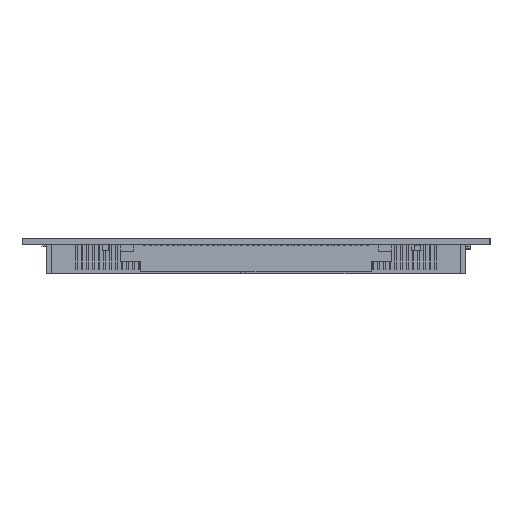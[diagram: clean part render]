
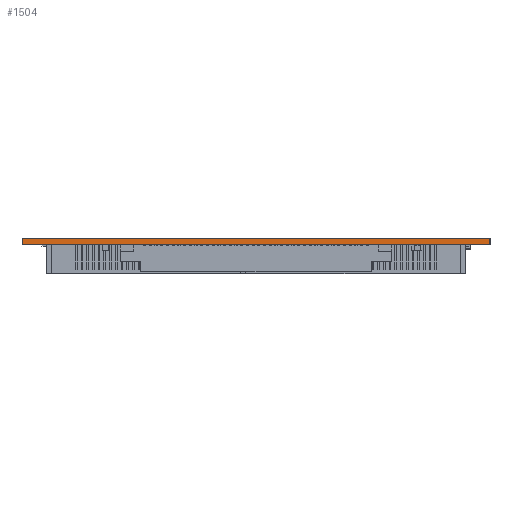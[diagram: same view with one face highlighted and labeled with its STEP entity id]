
A CAD part, left-side view. The second image highlights one B-rep face of the part: STEP entity #1504.
In plain terms, the highlighted planar face has unit normal (-1, 0, 0).
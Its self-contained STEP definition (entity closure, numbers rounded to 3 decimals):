
#223 = PLANE('',#224);
#224 = AXIS2_PLACEMENT_3D('',#225,#226,#227);
#225 = CARTESIAN_POINT('',(0.,41.,0.562));
#226 = DIRECTION('',(0.,0.,-1.));
#227 = DIRECTION('',(-1.,0.,0.));
#277 = PLANE('',#278);
#278 = AXIS2_PLACEMENT_3D('',#279,#280,#281);
#279 = CARTESIAN_POINT('',(0.,41.,0.));
#280 = DIRECTION('',(0.,0.,-1.));
#281 = DIRECTION('',(-1.,0.,0.));
#1396 = PLANE('',#1397);
#1397 = AXIS2_PLACEMENT_3D('',#1398,#1399,#1400);
#1398 = CARTESIAN_POINT('',(-36.5,41.,0.));
#1399 = DIRECTION('',(0.,-1.,0.));
#1400 = DIRECTION('',(-1.,0.,0.));
#1434 = VERTEX_POINT('',#1435);
#1435 = CARTESIAN_POINT('',(-105.,41.,0.562));
#1456 = EDGE_CURVE('',#1457,#1434,#1459,.T.);
#1457 = VERTEX_POINT('',#1458);
#1458 = CARTESIAN_POINT('',(-105.,41.,0.));
#1459 = SURFACE_CURVE('',#1460,(#1464,#1471),.PCURVE_S1.);
#1460 = LINE('',#1461,#1462);
#1461 = CARTESIAN_POINT('',(-105.,41.,0.));
#1462 = VECTOR('',#1463,1.);
#1463 = DIRECTION('',(0.,0.,1.));
#1464 = PCURVE('',#1396,#1465);
#1465 = DEFINITIONAL_REPRESENTATION('',(#1466),#1470);
#1466 = LINE('',#1467,#1468);
#1467 = CARTESIAN_POINT('',(68.5,0.));
#1468 = VECTOR('',#1469,1.);
#1469 = DIRECTION('',(0.,-1.));
#1470 = ( GEOMETRIC_REPRESENTATION_CONTEXT(2) 
PARAMETRIC_REPRESENTATION_CONTEXT() REPRESENTATION_CONTEXT('2D SPACE',''
  ) );
#1471 = PCURVE('',#1472,#1477);
#1472 = PLANE('',#1473);
#1473 = AXIS2_PLACEMENT_3D('',#1474,#1475,#1476);
#1474 = CARTESIAN_POINT('',(-105.,41.,0.));
#1475 = DIRECTION('',(1.,0.,0.));
#1476 = DIRECTION('',(0.,-1.,0.));
#1477 = DEFINITIONAL_REPRESENTATION('',(#1478),#1482);
#1478 = LINE('',#1479,#1480);
#1479 = CARTESIAN_POINT('',(0.,0.));
#1480 = VECTOR('',#1481,1.);
#1481 = DIRECTION('',(0.,-1.));
#1482 = ( GEOMETRIC_REPRESENTATION_CONTEXT(2) 
PARAMETRIC_REPRESENTATION_CONTEXT() REPRESENTATION_CONTEXT('2D SPACE',''
  ) );
#1504 = ADVANCED_FACE('',(#1505),#1472,.F.);
#1505 = FACE_BOUND('',#1506,.F.);
#1506 = EDGE_LOOP('',(#1507,#1508,#1531,#1559));
#1507 = ORIENTED_EDGE('',*,*,#1456,.T.);
#1508 = ORIENTED_EDGE('',*,*,#1509,.T.);
#1509 = EDGE_CURVE('',#1434,#1510,#1512,.T.);
#1510 = VERTEX_POINT('',#1511);
#1511 = CARTESIAN_POINT('',(-105.,0.,0.562));
#1512 = SURFACE_CURVE('',#1513,(#1517,#1524),.PCURVE_S1.);
#1513 = LINE('',#1514,#1515);
#1514 = CARTESIAN_POINT('',(-105.,41.,0.562));
#1515 = VECTOR('',#1516,1.);
#1516 = DIRECTION('',(0.,-1.,0.));
#1517 = PCURVE('',#1472,#1518);
#1518 = DEFINITIONAL_REPRESENTATION('',(#1519),#1523);
#1519 = LINE('',#1520,#1521);
#1520 = CARTESIAN_POINT('',(0.,-0.562));
#1521 = VECTOR('',#1522,1.);
#1522 = DIRECTION('',(1.,0.));
#1523 = ( GEOMETRIC_REPRESENTATION_CONTEXT(2) 
PARAMETRIC_REPRESENTATION_CONTEXT() REPRESENTATION_CONTEXT('2D SPACE',''
  ) );
#1524 = PCURVE('',#223,#1525);
#1525 = DEFINITIONAL_REPRESENTATION('',(#1526),#1530);
#1526 = LINE('',#1527,#1528);
#1527 = CARTESIAN_POINT('',(105.,0.));
#1528 = VECTOR('',#1529,1.);
#1529 = DIRECTION('',(0.,-1.));
#1530 = ( GEOMETRIC_REPRESENTATION_CONTEXT(2) 
PARAMETRIC_REPRESENTATION_CONTEXT() REPRESENTATION_CONTEXT('2D SPACE',''
  ) );
#1531 = ORIENTED_EDGE('',*,*,#1532,.F.);
#1532 = EDGE_CURVE('',#1533,#1510,#1535,.T.);
#1533 = VERTEX_POINT('',#1534);
#1534 = CARTESIAN_POINT('',(-105.,0.,0.));
#1535 = SURFACE_CURVE('',#1536,(#1540,#1547),.PCURVE_S1.);
#1536 = LINE('',#1537,#1538);
#1537 = CARTESIAN_POINT('',(-105.,0.,0.));
#1538 = VECTOR('',#1539,1.);
#1539 = DIRECTION('',(0.,0.,1.));
#1540 = PCURVE('',#1472,#1541);
#1541 = DEFINITIONAL_REPRESENTATION('',(#1542),#1546);
#1542 = LINE('',#1543,#1544);
#1543 = CARTESIAN_POINT('',(41.,0.));
#1544 = VECTOR('',#1545,1.);
#1545 = DIRECTION('',(0.,-1.));
#1546 = ( GEOMETRIC_REPRESENTATION_CONTEXT(2) 
PARAMETRIC_REPRESENTATION_CONTEXT() REPRESENTATION_CONTEXT('2D SPACE',''
  ) );
#1547 = PCURVE('',#1548,#1553);
#1548 = PLANE('',#1549);
#1549 = AXIS2_PLACEMENT_3D('',#1550,#1551,#1552);
#1550 = CARTESIAN_POINT('',(-105.,0.,0.));
#1551 = DIRECTION('',(0.,1.,0.));
#1552 = DIRECTION('',(1.,0.,0.));
#1553 = DEFINITIONAL_REPRESENTATION('',(#1554),#1558);
#1554 = LINE('',#1555,#1556);
#1555 = CARTESIAN_POINT('',(0.,0.));
#1556 = VECTOR('',#1557,1.);
#1557 = DIRECTION('',(0.,-1.));
#1558 = ( GEOMETRIC_REPRESENTATION_CONTEXT(2) 
PARAMETRIC_REPRESENTATION_CONTEXT() REPRESENTATION_CONTEXT('2D SPACE',''
  ) );
#1559 = ORIENTED_EDGE('',*,*,#1560,.F.);
#1560 = EDGE_CURVE('',#1457,#1533,#1561,.T.);
#1561 = SURFACE_CURVE('',#1562,(#1566,#1573),.PCURVE_S1.);
#1562 = LINE('',#1563,#1564);
#1563 = CARTESIAN_POINT('',(-105.,41.,0.));
#1564 = VECTOR('',#1565,1.);
#1565 = DIRECTION('',(0.,-1.,0.));
#1566 = PCURVE('',#1472,#1567);
#1567 = DEFINITIONAL_REPRESENTATION('',(#1568),#1572);
#1568 = LINE('',#1569,#1570);
#1569 = CARTESIAN_POINT('',(0.,0.));
#1570 = VECTOR('',#1571,1.);
#1571 = DIRECTION('',(1.,0.));
#1572 = ( GEOMETRIC_REPRESENTATION_CONTEXT(2) 
PARAMETRIC_REPRESENTATION_CONTEXT() REPRESENTATION_CONTEXT('2D SPACE',''
  ) );
#1573 = PCURVE('',#277,#1574);
#1574 = DEFINITIONAL_REPRESENTATION('',(#1575),#1579);
#1575 = LINE('',#1576,#1577);
#1576 = CARTESIAN_POINT('',(105.,0.));
#1577 = VECTOR('',#1578,1.);
#1578 = DIRECTION('',(0.,-1.));
#1579 = ( GEOMETRIC_REPRESENTATION_CONTEXT(2) 
PARAMETRIC_REPRESENTATION_CONTEXT() REPRESENTATION_CONTEXT('2D SPACE',''
  ) );
